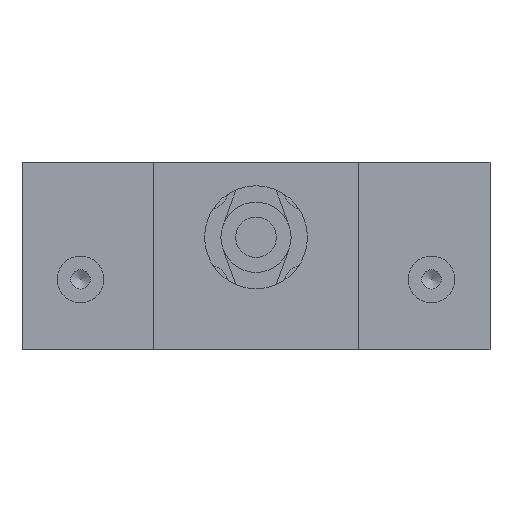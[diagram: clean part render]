
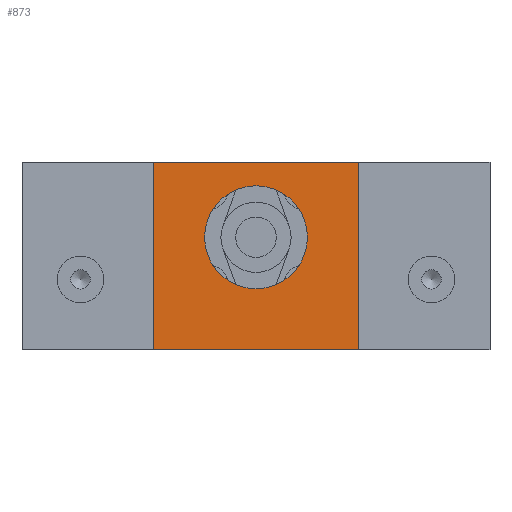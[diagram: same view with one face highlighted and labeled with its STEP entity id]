
A CAD part, front view. The second image highlights one B-rep face of the part: STEP entity #873.
In plain terms, the highlighted face is planar.
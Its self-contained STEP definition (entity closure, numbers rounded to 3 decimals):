
#612=CARTESIAN_POINT('',(-22.,48.0,20.0));
#613=VERTEX_POINT('',#612);
#622=CARTESIAN_POINT('',(-22.,48.0,-20.0));
#623=VERTEX_POINT('',#622);
#624=CARTESIAN_POINT('',(-22.,48.0,20.0));
#625=DIRECTION('',(0.0,0.0,-1.0));
#626=VECTOR('',#625,40.0);
#627=LINE('',#624,#626);
#628=EDGE_CURVE('',#613,#623,#627,.T.);
#828=CARTESIAN_POINT('',(0.,48.0,-7.));
#829=VERTEX_POINT('',#828);
#830=CARTESIAN_POINT('',(0.,48.0,4.));
#831=DIRECTION('',(0.0,-1.0,0.0));
#832=DIRECTION('',(0.0,0.0,1.0));
#833=AXIS2_PLACEMENT_3D('',#830,#831,#832);
#834=CIRCLE('',#833,11.0);
#835=EDGE_CURVE('',#829,#829,#834,.T.);
#840=CARTESIAN_POINT('',(0.,48.0,0.0));
#841=DIRECTION('',(0.0,1.0,0.0));
#842=DIRECTION('',(0.0,0.0,1.0));
#843=AXIS2_PLACEMENT_3D('',#840,#841,#842);
#844=PLANE('',#843);
#845=CARTESIAN_POINT('',(22.,48.0,-20.0));
#846=VERTEX_POINT('',#845);
#847=CARTESIAN_POINT('',(-22.,48.0,-20.0));
#848=DIRECTION('',(1.0,0.0,0.0));
#849=VECTOR('',#848,44.);
#850=LINE('',#847,#849);
#851=EDGE_CURVE('',#623,#846,#850,.T.);
#852=ORIENTED_EDGE('',*,*,#851,.F.);
#853=ORIENTED_EDGE('',*,*,#628,.F.);
#854=CARTESIAN_POINT('',(22.,48.0,20.0));
#855=VERTEX_POINT('',#854);
#856=CARTESIAN_POINT('',(-22.,48.0,20.0));
#857=DIRECTION('',(1.0,0.0,0.0));
#858=VECTOR('',#857,44.);
#859=LINE('',#856,#858);
#860=EDGE_CURVE('',#613,#855,#859,.T.);
#861=ORIENTED_EDGE('',*,*,#860,.T.);
#862=CARTESIAN_POINT('',(22.,48.0,20.0));
#863=DIRECTION('',(0.0,0.0,-1.0));
#864=VECTOR('',#863,40.0);
#865=LINE('',#862,#864);
#866=EDGE_CURVE('',#855,#846,#865,.T.);
#867=ORIENTED_EDGE('',*,*,#866,.T.);
#868=EDGE_LOOP('',(#852,#853,#861,#867));
#869=FACE_OUTER_BOUND('',#868,.T.);
#870=ORIENTED_EDGE('',*,*,#835,.T.);
#871=EDGE_LOOP('',(#870));
#872=FACE_BOUND('',#871,.T.);
#873=ADVANCED_FACE('',(#869,#872),#844,.T.);
